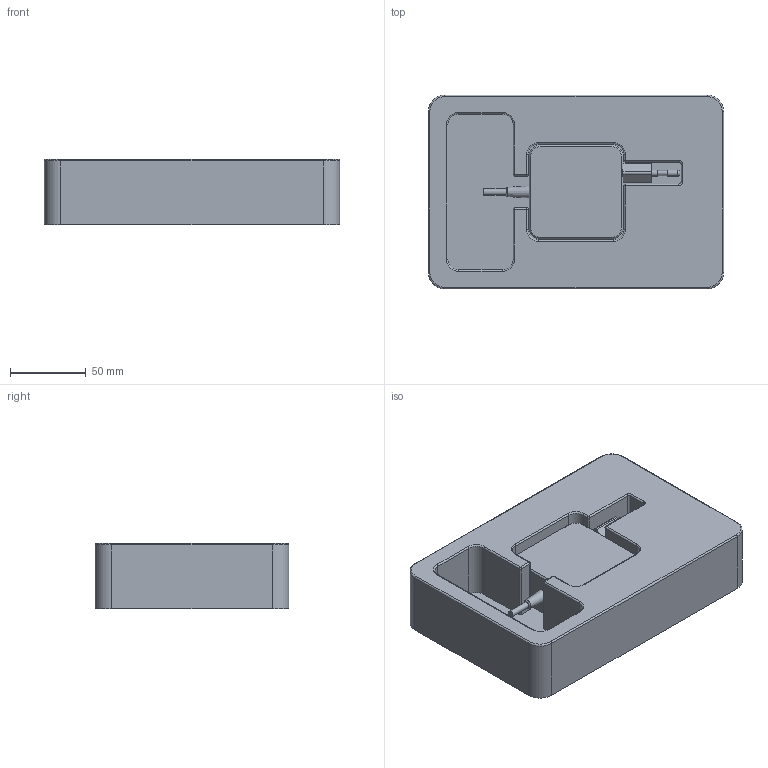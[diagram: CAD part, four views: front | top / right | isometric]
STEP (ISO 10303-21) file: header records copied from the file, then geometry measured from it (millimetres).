
FILE_DESCRIPTION(('FreeCAD Model'),'2;1');
FILE_NAME('Open CASCADE Shape Model','2022-10-26T14:52:20',(''),(''), 'Open CASCADE STEP processor 7.6','FreeCAD','Unknown');
FILE_SCHEMA(('AUTOMOTIVE_DESIGN { 1 0 10303 214 1 1 1 1 }'));
Length unit declared in the file: millimetre
Products named in the file (3): APPA45C; Body; Blister
Assembly tree (2 placements, depth 2):
  APPA45C
    Body
    Blister
Bounding box: 195 x 128 x 43 mm (x, y, z)
Volume: 194333 mm3; surface area: 162669.2 mm2
Topology: 2 solids, 2 shells, 180 faces, 426 edges, 261 vertices
Faces by surface type: plane 77, cylinder 71, torus 15, cone 9, sphere 6, revolution 2
Full cylindrical faces by diameter (mm): 3.4 x2, 4 x5
Entity records: 11132 total; most frequent: CARTESIAN_POINT 2276, DIRECTION 1751, LINE 996, VECTOR 996, ORIENTED_EDGE 852, PCURVE 852, DEFINITIONAL_REPRESENTATION 852, EDGE_CURVE 426
